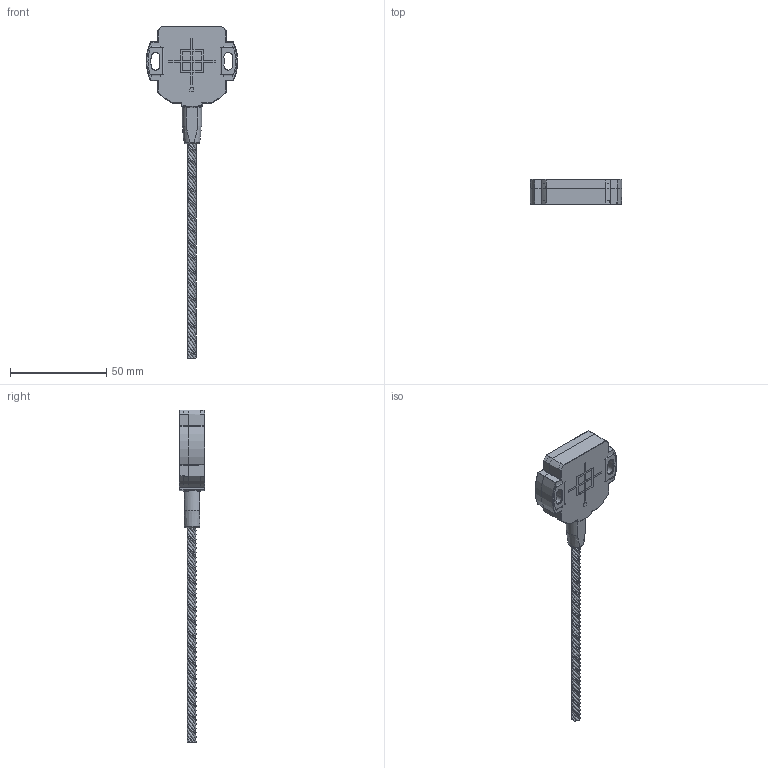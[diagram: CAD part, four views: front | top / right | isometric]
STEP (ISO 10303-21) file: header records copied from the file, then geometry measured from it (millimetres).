
FILE_DESCRIPTION (( 'STEP AP214' ), '1' );
FILE_NAME ('517...RFC_4800~14.STEP', '2007-11-19T10:27:34', ( 'novotechnik' ), ( 'novotechnik' ), 'SwSTEP 2.0', 'SolidWorks 2007', '' );
FILE_SCHEMA (( 'AUTOMOTIVE_DESIGN' ));
Length unit declared in the file: millimetre
Products named in the file (4): 517..._RFC_Magnet-Abschirmblech~04_Standard; 517...RFC_Anschlußkabel_6_adrig~00_Einbau<Zeichnungsansicht>; 517...RFC_Makromelt_Umspritzung_fuer_vollredundantes_Kabel~01_Standard; 517...RFC_4800~14
Assembly tree (3 placements, depth 2):
  517...RFC_4800~14
    517..._RFC_Magnet-Abschirmblech~04_Standard
    517...RFC_Makromelt_Umspritzung_fuer_vollredundantes_Kabel~01_Standard
    517...RFC_Anschlußkabel_6_adrig~00_Einbau<Zeichnungsansicht>
Bounding box: 47.41 x 13.4 x 172.05 mm (x, y, z)
Volume: 24102.3 mm3; surface area: 14904.5 mm2
Topology: 8 solids, 8 shells, 467 faces, 1153 edges, 676 vertices
Faces by surface type: plane 196, cylinder 107, bspline 80, torus 36, sphere 28, cone 20
Entity records: 30490 total; most frequent: CARTESIAN_POINT 19801, ORIENTED_EDGE 2234, DIRECTION 2043, EDGE_CURVE 1117, AXIS2_PLACEMENT_3D 753, VERTEX_POINT 676, LINE 537, VECTOR 537
